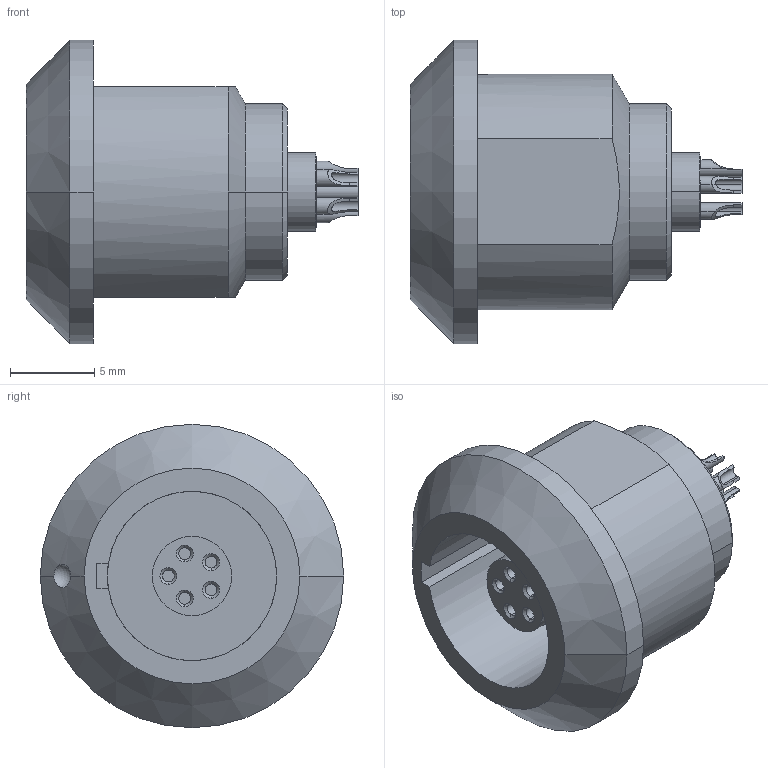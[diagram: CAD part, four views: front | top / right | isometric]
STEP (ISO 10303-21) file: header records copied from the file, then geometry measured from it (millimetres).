
FILE_DESCRIPTION((''),'2;1');
FILE_NAME('G10K0C-P05L','2013-11-04T',('RTrager'),(''),'PRO/ENGINEER BY PARAMETRIC TECHNOLOGY CORPORATION, 2013050','PRO/ENGINEER BY PARAMETRIC TECHNOLOGY CORPORATION, 2013050','');
FILE_SCHEMA(('CONFIG_CONTROL_DESIGN'));
Length unit declared in the file: millimetre
Products named in the file (1): G10K0C-P05L
Bounding box: 19.7 x 18 x 18 mm (x, y, z)
Volume: 1652.5 mm3; surface area: 1701.5 mm2
Topology: 1 solids, 1 shells, 110 faces, 265 edges, 170 vertices
Faces by surface type: cylinder 52, plane 31, cone 16, torus 5, bspline 5, sphere 1
Entity records: 4075 total; most frequent: CARTESIAN_POINT 1433, DIRECTION 567, ORIENTED_EDGE 526, EDGE_CURVE 263, AXIS2_PLACEMENT_3D 230, VERTEX_POINT 170, EDGE_LOOP 125, CIRCLE 125
